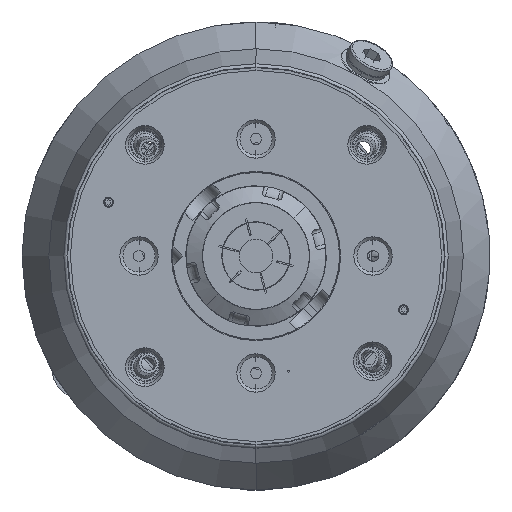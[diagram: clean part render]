
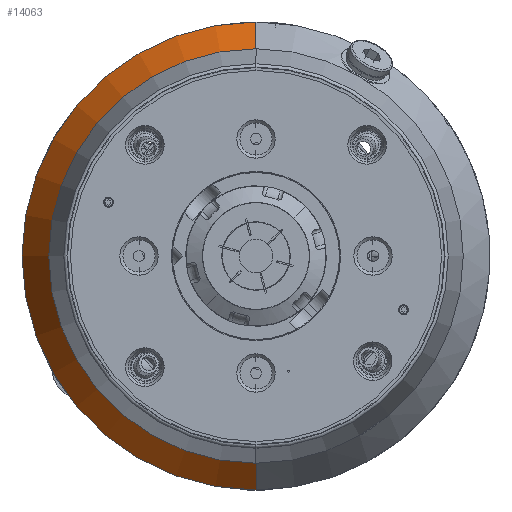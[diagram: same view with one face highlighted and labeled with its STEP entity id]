
A CAD part, left-side view. The second image highlights one B-rep face of the part: STEP entity #14063.
In plain terms, the highlighted conical face has half-angle 30 degrees and reference radius 70 mm.
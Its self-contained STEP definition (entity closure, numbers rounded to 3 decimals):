
#13607 = ORIENTED_EDGE ( 'NONE', *, *, #14258, .T. ) ;
#14061 = VERTEX_POINT ( 'NONE', #51074 ) ;
#14062 = VERTEX_POINT ( 'NONE', #50913 ) ;
#14063 = ADVANCED_FACE ( 'NONE', ( #50778 ), #50872, .T. ) ;
#14064 = ORIENTED_EDGE ( 'NONE', *, *, #14241, .F. ) ;
#14065 = EDGE_CURVE ( 'NONE', #14062, #14238, #50769, .T. ) ;
#14124 = ORIENTED_EDGE ( 'NONE', *, *, #14561, .F. ) ;
#14238 = VERTEX_POINT ( 'NONE', #51611 ) ;
#14239 = VERTEX_POINT ( 'NONE', #51578 ) ;
#14240 = ORIENTED_EDGE ( 'NONE', *, *, #14065, .T. ) ;
#14241 = EDGE_CURVE ( 'NONE', #14239, #14238, #51605, .T. ) ;
#14243 = EDGE_LOOP ( 'NONE', ( #13607, #14240, #14064, #14124 ) ) ;
#14258 = EDGE_CURVE ( 'NONE', #14061, #14062, #51503, .T. ) ;
#14561 = EDGE_CURVE ( 'NONE', #14061, #14239, #53702, .T. ) ;
#50764 = DIRECTION ( 'NONE',  ( 1., 0., 0. ) ) ;
#50769 = LINE ( 'NONE', #51066, #51065 ) ;
#50778 = FACE_OUTER_BOUND ( 'NONE', #14243, .T. ) ;
#50872 = CONICAL_SURFACE ( 'NONE', #51072, 70., 0.524 ) ;
#50874 = DIRECTION ( 'NONE',  ( 0., 0., -1. ) ) ;
#50911 = CARTESIAN_POINT ( 'NONE',  ( 63.856, 0., 0. ) ) ;
#50913 = CARTESIAN_POINT ( 'NONE',  ( 50., 0., 62. ) ) ;
#51064 = DIRECTION ( 'NONE',  ( 0.866, 0., 0.5 ) ) ;
#51065 = VECTOR ( 'NONE', #51064, 1000. ) ;
#51066 = CARTESIAN_POINT ( 'NONE',  ( 63.856, 0., 70. ) ) ;
#51072 = AXIS2_PLACEMENT_3D ( 'NONE', #50911, #50764, #50874 ) ;
#51074 = CARTESIAN_POINT ( 'NONE',  ( 50., 0., -62. ) ) ;
#51503 = CIRCLE ( 'NONE', #51524, 62. ) ;
#51524 = AXIS2_PLACEMENT_3D ( 'NONE', #51643, #51641, #51640 ) ;
#51578 = CARTESIAN_POINT ( 'NONE',  ( 63.856, 0., -70. ) ) ;
#51605 = CIRCLE ( 'NONE', #51922, 70. ) ;
#51611 = CARTESIAN_POINT ( 'NONE',  ( 63.856, 0., 70. ) ) ;
#51640 = DIRECTION ( 'NONE',  ( 0., 0., -1. ) ) ;
#51641 = DIRECTION ( 'NONE',  ( 1., 0., 0. ) ) ;
#51643 = CARTESIAN_POINT ( 'NONE',  ( 50., 0., 0. ) ) ;
#51919 = DIRECTION ( 'NONE',  ( 0., 0., -1. ) ) ;
#51920 = DIRECTION ( 'NONE',  ( 1., 0., 0. ) ) ;
#51921 = CARTESIAN_POINT ( 'NONE',  ( 63.856, 0., 0. ) ) ;
#51922 = AXIS2_PLACEMENT_3D ( 'NONE', #51921, #51920, #51919 ) ;
#53699 = DIRECTION ( 'NONE',  ( 0.866, 0., -0.5 ) ) ;
#53700 = VECTOR ( 'NONE', #53699, 1000. ) ;
#53701 = CARTESIAN_POINT ( 'NONE',  ( 63.856, 0., -70. ) ) ;
#53702 = LINE ( 'NONE', #53701, #53700 ) ;
